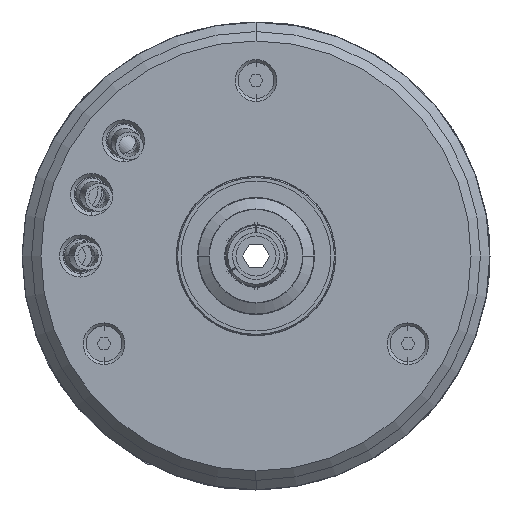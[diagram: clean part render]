
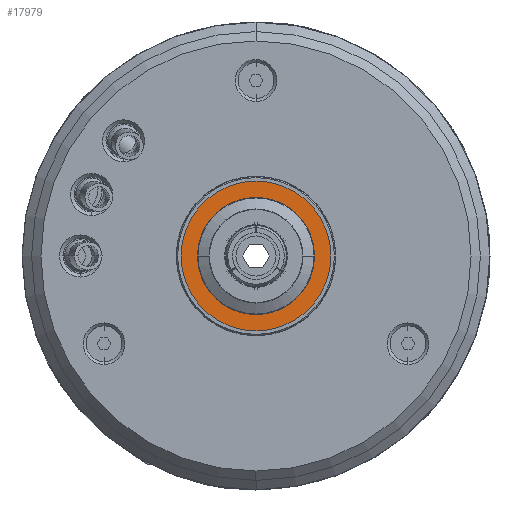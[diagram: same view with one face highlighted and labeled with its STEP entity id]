
A CAD part, left-side view. The second image highlights one B-rep face of the part: STEP entity #17979.
In plain terms, the highlighted planar face has unit normal (-1, 0, 0).
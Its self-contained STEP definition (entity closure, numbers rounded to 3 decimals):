
#791 = CARTESIAN_POINT ( 'NONE',  ( -262., 11.73, 0.683 ) ) ;
#807 = CARTESIAN_POINT ( 'NONE',  ( -262., 6.456, 9.817 ) ) ;
#823 = CARTESIAN_POINT ( 'NONE',  ( -262., 5.274, 10.5 ) ) ;
#839 = CARTESIAN_POINT ( 'NONE',  ( -262., -11.73, 0.683 ) ) ;
#844 = CARTESIAN_POINT ( 'NONE',  ( -262., -5.274, 10.5 ) ) ;
#922 = CARTESIAN_POINT ( 'NONE',  ( -262., 6.456, -9.817 ) ) ;
#930 = CARTESIAN_POINT ( 'NONE',  ( -262., -11.75, 0. ) ) ;
#956 = CARTESIAN_POINT ( 'NONE',  ( -262., 16., 0. ) ) ;
#961 = CARTESIAN_POINT ( 'NONE',  ( -262., -6.456, 9.817 ) ) ;
#1000 = CARTESIAN_POINT ( 'NONE',  ( -262., 5.274, -10.5 ) ) ;
#1037 = CARTESIAN_POINT ( 'NONE',  ( -262., -11.73, -0.683 ) ) ;
#1042 = CARTESIAN_POINT ( 'NONE',  ( -262., -16., 0. ) ) ;
#1044 = CARTESIAN_POINT ( 'NONE',  ( -262., 11.73, -0.683 ) ) ;
#1087 = CARTESIAN_POINT ( 'NONE',  ( -262., -5.274, -10.5 ) ) ;
#1091 = CARTESIAN_POINT ( 'NONE',  ( -262., -6.456, -9.817 ) ) ;
#1438 = EDGE_CURVE ( 'NONE', #4317, #4331, #10938, .T. ) ;
#1466 = EDGE_CURVE ( 'NONE', #4317, #4541, #10452, .T. ) ;
#1477 = EDGE_CURVE ( 'NONE', #5006, #5077, #10702, .T. ) ;
#1494 = EDGE_CURVE ( 'NONE', #5320, #5077, #10662, .T. ) ;
#1546 = EDGE_CURVE ( 'NONE', #4608, #4427, #10979, .T. ) ;
#1573 = EDGE_CURVE ( 'NONE', #5320, #4420, #10924, .T. ) ;
#1584 = EDGE_CURVE ( 'NONE', #4443, #4695, #10913, .T. ) ;
#1587 = EDGE_CURVE ( 'NONE', #4427, #4608, #10917, .T. ) ;
#2120 = ORIENTED_EDGE ( 'NONE', *, *, #10182, .T. ) ;
#2128 = ORIENTED_EDGE ( 'NONE', *, *, #10419, .F. ) ;
#2244 = ORIENTED_EDGE ( 'NONE', *, *, #1438, .F. ) ;
#2421 = ORIENTED_EDGE ( 'NONE', *, *, #1477, .F. ) ;
#2557 = ORIENTED_EDGE ( 'NONE', *, *, #10389, .F. ) ;
#4181 = DIRECTION ( 'NONE',  ( 0., 1., 0. ) ) ;
#4182 = DIRECTION ( 'NONE',  ( -1., 0., 0. ) ) ;
#4183 = CARTESIAN_POINT ( 'NONE',  ( -262., 0., 0. ) ) ;
#4280 = ORIENTED_EDGE ( 'NONE', *, *, #1587, .T. ) ;
#4317 = VERTEX_POINT ( 'NONE', #1087 ) ;
#4331 = VERTEX_POINT ( 'NONE', #1091 ) ;
#4420 = VERTEX_POINT ( 'NONE', #1044 ) ;
#4427 = VERTEX_POINT ( 'NONE', #1042 ) ;
#4443 = VERTEX_POINT ( 'NONE', #1037 ) ;
#4541 = VERTEX_POINT ( 'NONE', #1000 ) ;
#4608 = VERTEX_POINT ( 'NONE', #956 ) ;
#4615 = VERTEX_POINT ( 'NONE', #961 ) ;
#4658 = ORIENTED_EDGE ( 'NONE', *, *, #1466, .T. ) ;
#4695 = VERTEX_POINT ( 'NONE', #930 ) ;
#4707 = VERTEX_POINT ( 'NONE', #922 ) ;
#4879 = VERTEX_POINT ( 'NONE', #844 ) ;
#4908 = ORIENTED_EDGE ( 'NONE', *, *, #1494, .T. ) ;
#4915 = VERTEX_POINT ( 'NONE', #839 ) ;
#4924 = ORIENTED_EDGE ( 'NONE', *, *, #11021, .T. ) ;
#5002 = ORIENTED_EDGE ( 'NONE', *, *, #1546, .T. ) ;
#5006 = VERTEX_POINT ( 'NONE', #823 ) ;
#5054 = ORIENTED_EDGE ( 'NONE', *, *, #1573, .F. ) ;
#5077 = VERTEX_POINT ( 'NONE', #807 ) ;
#5162 = ORIENTED_EDGE ( 'NONE', *, *, #10574, .F. ) ;
#5163 = ORIENTED_EDGE ( 'NONE', *, *, #1584, .F. ) ;
#5178 = ORIENTED_EDGE ( 'NONE', *, *, #11015, .T. ) ;
#5219 = ORIENTED_EDGE ( 'NONE', *, *, #10433, .T. ) ;
#5320 = VERTEX_POINT ( 'NONE', #791 ) ;
#10007 = VECTOR ( 'NONE', #13377, 1000. ) ;
#10182 = EDGE_CURVE ( 'NONE', #4707, #4420, #17232, .T. ) ;
#10321 = VECTOR ( 'NONE', #12668, 1000. ) ;
#10389 = EDGE_CURVE ( 'NONE', #4707, #4541, #17213, .T. ) ;
#10419 = EDGE_CURVE ( 'NONE', #4615, #4879, #17210, .T. ) ;
#10433 = EDGE_CURVE ( 'NONE', #4615, #4915, #17204, .T. ) ;
#10452 = LINE ( 'NONE', #13014, #10007 ) ;
#10574 = EDGE_CURVE ( 'NONE', #4695, #4915, #17209, .T. ) ;
#10662 = LINE ( 'NONE', #12595, #10321 ) ;
#10702 = CIRCLE ( 'NONE', #24753, 11.75 ) ;
#10913 = CIRCLE ( 'NONE', #24647, 11.75 ) ;
#10917 = CIRCLE ( 'NONE', #24644, 16. ) ;
#10924 = CIRCLE ( 'NONE', #24656, 11.75 ) ;
#10938 = CIRCLE ( 'NONE', #24796, 11.75 ) ;
#10979 = CIRCLE ( 'NONE', #24692, 16. ) ;
#11015 = EDGE_CURVE ( 'NONE', #4443, #4331, #17171, .T. ) ;
#11021 = EDGE_CURVE ( 'NONE', #5006, #4879, #17162, .T. ) ;
#12579 = CARTESIAN_POINT ( 'NONE',  ( -262., 0., 0. ) ) ;
#12595 = CARTESIAN_POINT ( 'NONE',  ( -262., 6.456, 9.817 ) ) ;
#12647 = DIRECTION ( 'NONE',  ( -1., 0., 0. ) ) ;
#12668 = DIRECTION ( 'NONE',  ( 0., -0.5, 0.866 ) ) ;
#12713 = DIRECTION ( 'NONE',  ( -1., 0., 0. ) ) ;
#12850 = CARTESIAN_POINT ( 'NONE',  ( -262., 0., 0. ) ) ;
#12862 = CARTESIAN_POINT ( 'NONE',  ( -262., 0., 0. ) ) ;
#13004 = CARTESIAN_POINT ( 'NONE',  ( -262., 0., 0. ) ) ;
#13014 = CARTESIAN_POINT ( 'NONE',  ( -262., 5.274, -10.5 ) ) ;
#13069 = DIRECTION ( 'NONE',  ( -1., 0., 0. ) ) ;
#13076 = AXIS2_PLACEMENT_3D ( 'NONE', #20865, #21587, #20764 ) ;
#13178 = DIRECTION ( 'NONE',  ( 0., 1., 0. ) ) ;
#13211 = DIRECTION ( 'NONE',  ( 0., -1., 0. ) ) ;
#13377 = DIRECTION ( 'NONE',  ( 0., 1., 0. ) ) ;
#13433 = DIRECTION ( 'NONE',  ( 0., -1., 0. ) ) ;
#13580 = DIRECTION ( 'NONE',  ( 0., 1., 0. ) ) ;
#13581 = DIRECTION ( 'NONE',  ( -1., 0., 0. ) ) ;
#13591 = CARTESIAN_POINT ( 'NONE',  ( -262., 0., 0. ) ) ;
#13646 = DIRECTION ( 'NONE',  ( 0., 1., 0. ) ) ;
#13734 = DIRECTION ( 'NONE',  ( -1., 0., 0. ) ) ;
#14149 = AXIS2_PLACEMENT_3D ( 'NONE', #28514, #28513, #28512 ) ;
#14152 = AXIS2_PLACEMENT_3D ( 'NONE', #28537, #28535, #28533 ) ;
#14153 = AXIS2_PLACEMENT_3D ( 'NONE', #28543, #28542, #28541 ) ;
#17160 = VECTOR ( 'NONE', #28378, 1000. ) ;
#17162 = LINE ( 'NONE', #28379, #17160 ) ;
#17169 = VECTOR ( 'NONE', #28402, 1000. ) ;
#17171 = LINE ( 'NONE', #28404, #17169 ) ;
#17201 = VECTOR ( 'NONE', #28594, 1000. ) ;
#17204 = LINE ( 'NONE', #28544, #17201 ) ;
#17209 = CIRCLE ( 'NONE', #14149, 11.75 ) ;
#17210 = CIRCLE ( 'NONE', #14152, 11.75 ) ;
#17213 = CIRCLE ( 'NONE', #14153, 11.75 ) ;
#17227 = VECTOR ( 'NONE', #28619, 1000. ) ;
#17232 = LINE ( 'NONE', #28706, #17227 ) ;
#17979 = ADVANCED_FACE ( 'NONE', ( #18192, #18183 ), #20868, .F. ) ;
#18183 = FACE_OUTER_BOUND ( 'NONE', #22933, .T. ) ;
#18192 = FACE_BOUND ( 'NONE', #22930, .T. ) ;
#20764 = DIRECTION ( 'NONE',  ( 0., 1., 0. ) ) ;
#20865 = CARTESIAN_POINT ( 'NONE',  ( -262., 16., 0. ) ) ;
#20868 = PLANE ( 'NONE',  #13076 ) ;
#21587 = DIRECTION ( 'NONE',  ( 1., 0., 0. ) ) ;
#22930 = EDGE_LOOP ( 'NONE', ( #4924, #2128, #5219, #5162, #5163, #5178, #2244, #4658, #2557, #2120, #5054, #4908, #2421 ) ) ;
#22933 = EDGE_LOOP ( 'NONE', ( #4280, #5002 ) ) ;
#24644 = AXIS2_PLACEMENT_3D ( 'NONE', #12579, #13734, #13433 ) ;
#24647 = AXIS2_PLACEMENT_3D ( 'NONE', #12850, #12647, #13178 ) ;
#24656 = AXIS2_PLACEMENT_3D ( 'NONE', #13004, #12713, #13646 ) ;
#24692 = AXIS2_PLACEMENT_3D ( 'NONE', #12862, #13069, #13211 ) ;
#24753 = AXIS2_PLACEMENT_3D ( 'NONE', #13591, #13581, #13580 ) ;
#24796 = AXIS2_PLACEMENT_3D ( 'NONE', #4183, #4182, #4181 ) ;
#28378 = DIRECTION ( 'NONE',  ( 0., -1., 0. ) ) ;
#28379 = CARTESIAN_POINT ( 'NONE',  ( -262., 5.274, 10.5 ) ) ;
#28402 = DIRECTION ( 'NONE',  ( 0., 0.5, -0.866 ) ) ;
#28404 = CARTESIAN_POINT ( 'NONE',  ( -262., -11.73, -0.683 ) ) ;
#28512 = DIRECTION ( 'NONE',  ( 0., 1., 0. ) ) ;
#28513 = DIRECTION ( 'NONE',  ( -1., 0., 0. ) ) ;
#28514 = CARTESIAN_POINT ( 'NONE',  ( -262., 0., 0. ) ) ;
#28533 = DIRECTION ( 'NONE',  ( 0., 1., 0. ) ) ;
#28535 = DIRECTION ( 'NONE',  ( -1., 0., 0. ) ) ;
#28537 = CARTESIAN_POINT ( 'NONE',  ( -262., 0., 0. ) ) ;
#28541 = DIRECTION ( 'NONE',  ( 0., 1., 0. ) ) ;
#28542 = DIRECTION ( 'NONE',  ( -1., 0., 0. ) ) ;
#28543 = CARTESIAN_POINT ( 'NONE',  ( -262., 0., 0. ) ) ;
#28544 = CARTESIAN_POINT ( 'NONE',  ( -262., -6.456, 9.817 ) ) ;
#28594 = DIRECTION ( 'NONE',  ( 0., -0.5, -0.866 ) ) ;
#28619 = DIRECTION ( 'NONE',  ( 0., 0.5, 0.866 ) ) ;
#28706 = CARTESIAN_POINT ( 'NONE',  ( -262., 11.73, -0.683 ) ) ;
